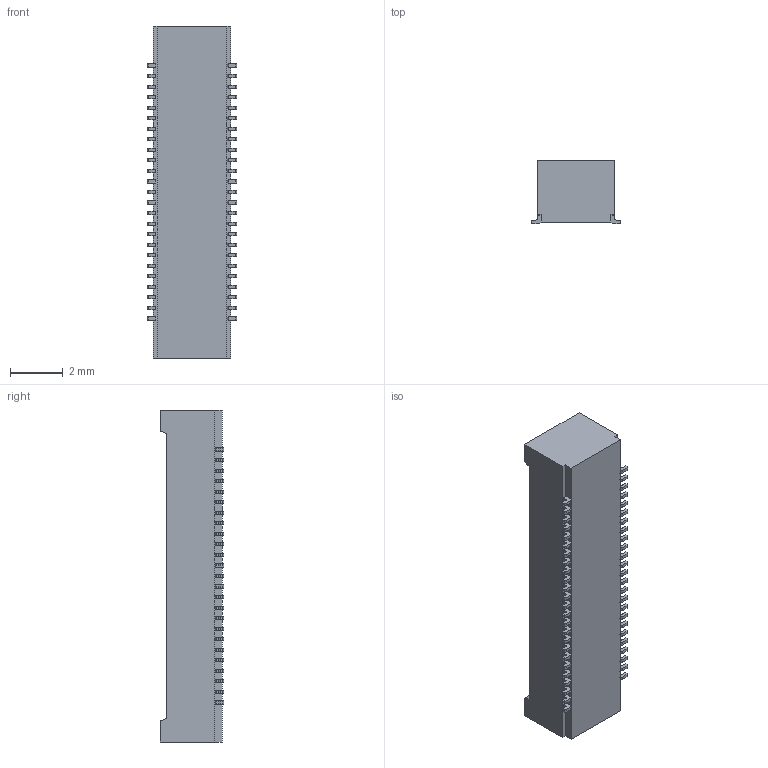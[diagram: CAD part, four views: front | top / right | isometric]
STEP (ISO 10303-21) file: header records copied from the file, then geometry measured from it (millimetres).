
FILE_DESCRIPTION(('CoCreate Modeling STEP Export'),'2;1');
FILE_NAME('DF40HC(2.5)-50DS.stp','2009-06-30T11:05:52',(''),(''),'CoCreate Modeling STEP processor for AP214 (Solid Model)','CoCreate Modeling 16.00B 02-Dec-2008 (C) Parametric Technology GmbH','');
FILE_SCHEMA(('AUTOMOTIVE_DESIGN { 1 0 10303 214 1 1 1 1 }'));
Length unit declared in the file: millimetre
Products named in the file (2): DF40C(2.5)-50DS-0.4V
Assembly tree (1 placements, depth 2):
  DF40C(2.5)-50DS-0.4V
    DF40C(2.5)-50DS-0.4V
Bounding box: 3.38 x 2.4 x 12.6 mm (x, y, z)
Volume: 63.5 mm3; surface area: 218.4 mm2
Topology: 1 solids, 1 shells, 1095 faces, 2928 edges, 1938 vertices
Faces by surface type: plane 769, cylinder 314, cone 12
Entity records: 32857 total; most frequent: ORIENTED_EDGE 5856, CARTESIAN_POINT 5727, DIRECTION 5296, EDGE_CURVE 2928, VECTOR 2282, LINE 2282, VERTEX_POINT 1938, AXIS2_PLACEMENT_3D 1507
